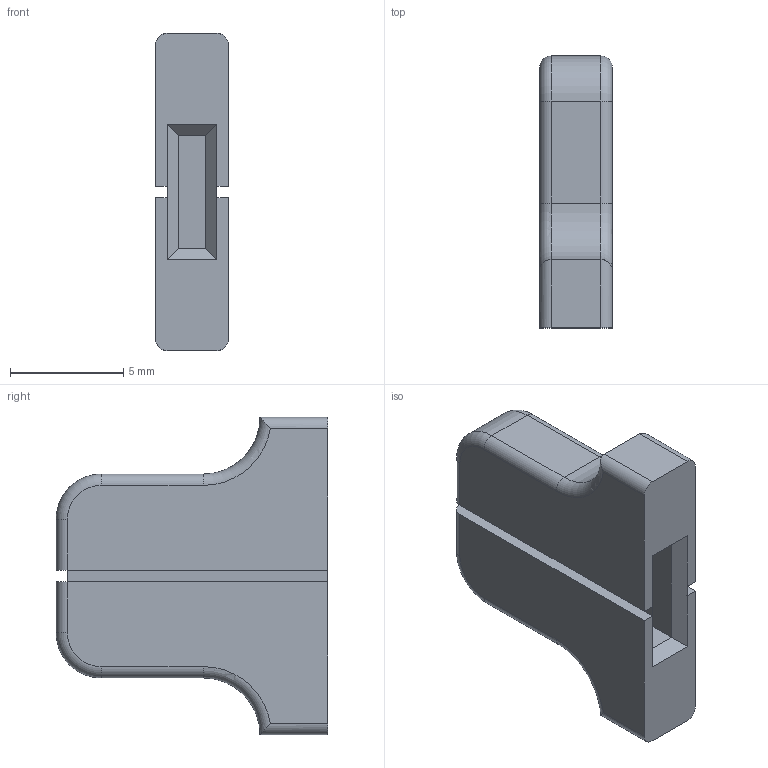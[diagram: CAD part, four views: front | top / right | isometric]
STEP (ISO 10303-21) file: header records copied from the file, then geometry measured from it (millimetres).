
FILE_DESCRIPTION (( 'STEP AP214' ), '1' );
FILE_NAME ('Fader Knob Slim.STEP', '2021-03-16T06:22:14', ( '' ), ( '' ), 'SwSTEP 2.0', 'SolidWorks 2020', '' );
FILE_SCHEMA (( 'AUTOMOTIVE_DESIGN' ));
Length unit declared in the file: millimetre
Products named in the file (1): Fader Knob Slim
Bounding box: 3.2 x 12 x 14 mm (x, y, z)
Volume: 324.9 mm3; surface area: 532.4 mm2
Topology: 1 solids, 1 shells, 50 faces, 120 edges, 72 vertices
Faces by surface type: plane 26, cylinder 16, torus 8
Entity records: 1482 total; most frequent: CARTESIAN_POINT 271, DIRECTION 254, ORIENTED_EDGE 240, EDGE_CURVE 120, AXIS2_PLACEMENT_3D 87, VECTOR 80, LINE 80, VERTEX_POINT 72
